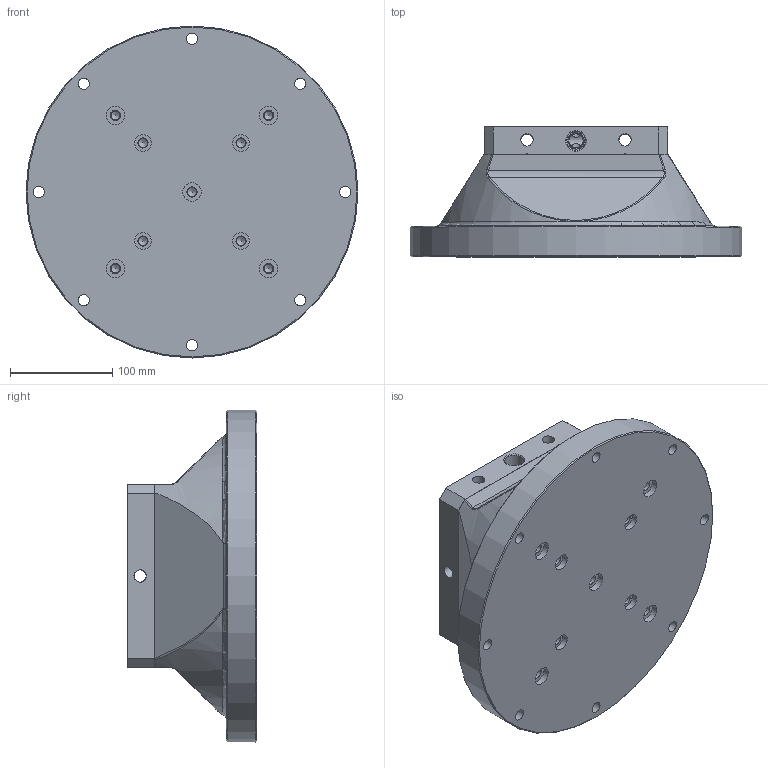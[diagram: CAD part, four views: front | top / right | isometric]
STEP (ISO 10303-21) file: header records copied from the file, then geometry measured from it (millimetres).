
FILE_DESCRIPTION(/* description */ (''),/* implementation_level */ '2;1');
FILE_NAME(/* name */ '',/* time_stamp */ '2023-08-28T15:14:03+08:00',/* author */ (''),/* organization */ (''),/* preprocessor_version */ 'ST-DEVELOPER v11',/* originating_system */ 'SIEMENS PLM Software NX 7.0',/* authorisation */ '');
FILE_SCHEMA (('CONFIG_CONTROL_DESIGN'));
Length unit declared in the file: millimetre
Products named in the file (1): AdmiCB6339cc
Bounding box: 325 x 127 x 325 mm (x, y, z)
Volume: 6290251.4 mm3; surface area: 369284.4 mm2
Topology: 2 solids, 2 shells, 288 faces, 745 edges, 487 vertices
Faces by surface type: cylinder 127, plane 70, cone 46, bspline 31, torus 14
Full cylindrical faces by diameter (mm): 7.5 x4, 8 x8, 8.5 x15, 10 x20, 11 x9, 12 x11, 14 x9, 16.005 x4, 18 x17, 18.2 x1, 19 x4, 19.5 x4, 19.7 x4, 20 x5, 40 x1, 325 x1
Entity records: 9402 total; most frequent: CARTESIAN_POINT 3831, DIRECTION 1104, ORIENTED_EDGE 890, EDGE_LOOP 528, AXIS2_PLACEMENT_3D 524, FACE_BOUND 484, EDGE_CURVE 445, VERTEX_POINT 382
